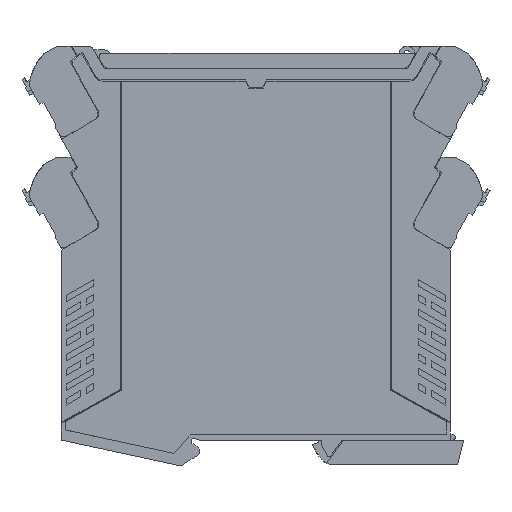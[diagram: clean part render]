
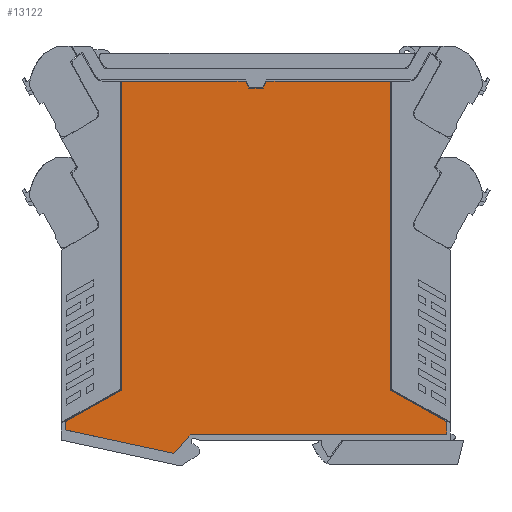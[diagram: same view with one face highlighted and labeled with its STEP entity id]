
A CAD part, left-side view. The second image highlights one B-rep face of the part: STEP entity #13122.
In plain terms, the highlighted planar face has unit normal (-1, 0, 0).
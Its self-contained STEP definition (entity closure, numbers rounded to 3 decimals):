
#13100=AXIS2_PLACEMENT_3D('Plane Axis2P3D',#13097,#13098,#13099) ;
#11240=CARTESIAN_POINT('Vertex',(0.,11.73,12.04)) ;
#11243=CARTESIAN_POINT('Line Origine',(0.,11.73,10.332)) ;
#11247=CARTESIAN_POINT('Vertex',(0.,11.73,8.624)) ;
#11263=CARTESIAN_POINT('Line Origine',(0.,63.598,8.624)) ;
#11267=CARTESIAN_POINT('Vertex',(0.,81.289,8.624)) ;
#11283=CARTESIAN_POINT('Line Origine',(0.,83.805,5.745)) ;
#11287=CARTESIAN_POINT('Vertex',(0.,85.842,3.413)) ;
#11289=CARTESIAN_POINT('Vertex',(0.,81.767,8.077)) ;
#11297=CARTESIAN_POINT('Line Origine',(0.,81.526,8.353)) ;
#11301=CARTESIAN_POINT('Vertex',(0.,81.762,8.082)) ;
#11304=CARTESIAN_POINT('Line Origine',(0.,81.765,8.079)) ;
#11321=CARTESIAN_POINT('Line Origine',(0.,100.618,6.592)) ;
#11325=CARTESIAN_POINT('Vertex',(0.,115.395,9.771)) ;
#11345=CARTESIAN_POINT('Line Origine',(0.,115.395,10.906)) ;
#11349=CARTESIAN_POINT('Vertex',(0.,115.395,12.04)) ;
#11365=CARTESIAN_POINT('Line Origine',(0.,107.778,16.305)) ;
#11369=CARTESIAN_POINT('Vertex',(0.,100.162,20.571)) ;
#11385=CARTESIAN_POINT('Line Origine',(0.,100.162,62.547)) ;
#11389=CARTESIAN_POINT('Vertex',(0.,100.162,104.524)) ;
#11405=CARTESIAN_POINT('Line Origine',(0.,68.143,104.524)) ;
#11409=CARTESIAN_POINT('Vertex',(0.,66.393,104.524)) ;
#11411=CARTESIAN_POINT('Vertex',(0.,69.893,104.524)) ;
#11419=CARTESIAN_POINT('Line Origine',(0.,85.028,104.524)) ;
#11438=CARTESIAN_POINT('Line Origine',(0.,65.95,103.574)) ;
#11442=CARTESIAN_POINT('Vertex',(0.,65.507,102.624)) ;
#11462=CARTESIAN_POINT('Vertex',(0.,61.618,102.624)) ;
#11465=CARTESIAN_POINT('Line Origine',(0.,63.562,102.624)) ;
#11483=CARTESIAN_POINT('Line Origine',(0.,61.175,103.574)) ;
#11487=CARTESIAN_POINT('Vertex',(0.,60.732,104.524)) ;
#11503=CARTESIAN_POINT('Line Origine',(0.,42.097,104.524)) ;
#11507=CARTESIAN_POINT('Vertex',(0.,26.962,104.524)) ;
#11509=CARTESIAN_POINT('Vertex',(0.,57.232,104.524)) ;
#11517=CARTESIAN_POINT('Line Origine',(0.,58.982,104.524)) ;
#11531=CARTESIAN_POINT('Line Origine',(0.,26.962,62.547)) ;
#11535=CARTESIAN_POINT('Vertex',(0.,26.962,20.571)) ;
#11551=CARTESIAN_POINT('Line Origine',(0.,19.346,16.305)) ;
#13097=CARTESIAN_POINT('Axis2P3D Location',(0.,63.562,7.024)) ;
#11244=DIRECTION('Vector Direction',(0.,0.,1.)) ;
#11264=DIRECTION('Vector Direction',(0.,1.,0.)) ;
#11284=DIRECTION('Vector Direction',(0.,-0.658,0.753)) ;
#11298=DIRECTION('Vector Direction',(0.,-0.658,0.753)) ;
#11305=DIRECTION('Vector Direction',(0.,-0.658,0.753)) ;
#11322=DIRECTION('Vector Direction',(0.,-0.978,-0.21)) ;
#11346=DIRECTION('Vector Direction',(0.,0.,-1.)) ;
#11366=DIRECTION('Vector Direction',(0.,0.872,-0.489)) ;
#11386=DIRECTION('Vector Direction',(0.,0.,-1.)) ;
#11406=DIRECTION('Vector Direction',(0.,1.,0.)) ;
#11420=DIRECTION('Vector Direction',(0.,1.,0.)) ;
#11439=DIRECTION('Vector Direction',(0.,0.423,0.906)) ;
#11466=DIRECTION('Vector Direction',(0.,1.,0.)) ;
#11484=DIRECTION('Vector Direction',(0.,-0.423,0.906)) ;
#11504=DIRECTION('Vector Direction',(0.,1.,0.)) ;
#11518=DIRECTION('Vector Direction',(0.,1.,0.)) ;
#11532=DIRECTION('Vector Direction',(0.,0.,1.)) ;
#11552=DIRECTION('Vector Direction',(0.,0.872,0.489)) ;
#13098=DIRECTION('Axis2P3D Direction',(-1.,0.,0.)) ;
#13099=DIRECTION('Axis2P3D XDirection',(0.,1.,0.)) ;
#11245=VECTOR('Line Direction',#11244,1.) ;
#11265=VECTOR('Line Direction',#11264,1.) ;
#11285=VECTOR('Line Direction',#11284,1.) ;
#11299=VECTOR('Line Direction',#11298,1.) ;
#11306=VECTOR('Line Direction',#11305,1.) ;
#11323=VECTOR('Line Direction',#11322,1.) ;
#11347=VECTOR('Line Direction',#11346,1.) ;
#11367=VECTOR('Line Direction',#11366,1.) ;
#11387=VECTOR('Line Direction',#11386,1.) ;
#11407=VECTOR('Line Direction',#11406,1.) ;
#11421=VECTOR('Line Direction',#11420,1.) ;
#11440=VECTOR('Line Direction',#11439,1.) ;
#11467=VECTOR('Line Direction',#11466,1.) ;
#11485=VECTOR('Line Direction',#11484,1.) ;
#11505=VECTOR('Line Direction',#11504,1.) ;
#11519=VECTOR('Line Direction',#11518,1.) ;
#11533=VECTOR('Line Direction',#11532,1.) ;
#11553=VECTOR('Line Direction',#11552,1.) ;
#13103=ORIENTED_EDGE('',*,*,#11469,.T.) ;
#13104=ORIENTED_EDGE('',*,*,#11444,.T.) ;
#13105=ORIENTED_EDGE('',*,*,#11413,.T.) ;
#13106=ORIENTED_EDGE('',*,*,#11423,.T.) ;
#13107=ORIENTED_EDGE('',*,*,#11391,.T.) ;
#13108=ORIENTED_EDGE('',*,*,#11371,.T.) ;
#13109=ORIENTED_EDGE('',*,*,#11351,.T.) ;
#13110=ORIENTED_EDGE('',*,*,#11327,.T.) ;
#13111=ORIENTED_EDGE('',*,*,#11291,.T.) ;
#13112=ORIENTED_EDGE('',*,*,#11308,.T.) ;
#13113=ORIENTED_EDGE('',*,*,#11303,.T.) ;
#13114=ORIENTED_EDGE('',*,*,#11269,.T.) ;
#13115=ORIENTED_EDGE('',*,*,#11249,.T.) ;
#13116=ORIENTED_EDGE('',*,*,#11555,.T.) ;
#13117=ORIENTED_EDGE('',*,*,#11537,.T.) ;
#13118=ORIENTED_EDGE('',*,*,#11511,.T.) ;
#13119=ORIENTED_EDGE('',*,*,#11521,.T.) ;
#13120=ORIENTED_EDGE('',*,*,#11489,.T.) ;
#13122=ADVANCED_FACE('GEHAEUSE',(#13121),#13101,.T.) ;
#11249=EDGE_CURVE('',#11248,#11241,#11246,.T.) ;
#11269=EDGE_CURVE('',#11268,#11248,#11266,.F.) ;
#11291=EDGE_CURVE('',#11288,#11290,#11286,.T.) ;
#11303=EDGE_CURVE('',#11302,#11268,#11300,.T.) ;
#11308=EDGE_CURVE('',#11290,#11302,#11307,.T.) ;
#11327=EDGE_CURVE('',#11326,#11288,#11324,.T.) ;
#11351=EDGE_CURVE('',#11350,#11326,#11348,.T.) ;
#11371=EDGE_CURVE('',#11370,#11350,#11368,.T.) ;
#11391=EDGE_CURVE('',#11390,#11370,#11388,.T.) ;
#11413=EDGE_CURVE('',#11410,#11412,#11408,.T.) ;
#11423=EDGE_CURVE('',#11412,#11390,#11422,.T.) ;
#11444=EDGE_CURVE('',#11443,#11410,#11441,.T.) ;
#11469=EDGE_CURVE('',#11463,#11443,#11468,.T.) ;
#11489=EDGE_CURVE('',#11488,#11463,#11486,.F.) ;
#11511=EDGE_CURVE('',#11508,#11510,#11506,.T.) ;
#11521=EDGE_CURVE('',#11510,#11488,#11520,.T.) ;
#11537=EDGE_CURVE('',#11536,#11508,#11534,.T.) ;
#11555=EDGE_CURVE('',#11241,#11536,#11554,.T.) ;
#13102=EDGE_LOOP('',(#13103,#13104,#13105,#13106,#13107,#13108,#13109,#13110,#13111,#13112,#13113,#13114,#13115,#13116,#13117,#13118,#13119,#13120)) ;
#13121=FACE_OUTER_BOUND('',#13102,.T.) ;
#11246=LINE('Line',#11243,#11245) ;
#11266=LINE('Line',#11263,#11265) ;
#11286=LINE('Line',#11283,#11285) ;
#11300=LINE('Line',#11297,#11299) ;
#11307=LINE('Line',#11304,#11306) ;
#11324=LINE('Line',#11321,#11323) ;
#11348=LINE('Line',#11345,#11347) ;
#11368=LINE('Line',#11365,#11367) ;
#11388=LINE('Line',#11385,#11387) ;
#11408=LINE('Line',#11405,#11407) ;
#11422=LINE('Line',#11419,#11421) ;
#11441=LINE('Line',#11438,#11440) ;
#11468=LINE('Line',#11465,#11467) ;
#11486=LINE('Line',#11483,#11485) ;
#11506=LINE('Line',#11503,#11505) ;
#11520=LINE('Line',#11517,#11519) ;
#11534=LINE('Line',#11531,#11533) ;
#11554=LINE('Line',#11551,#11553) ;
#13101=PLANE('',#13100) ;
#11241=VERTEX_POINT('',#11240) ;
#11248=VERTEX_POINT('',#11247) ;
#11268=VERTEX_POINT('',#11267) ;
#11288=VERTEX_POINT('',#11287) ;
#11290=VERTEX_POINT('',#11289) ;
#11302=VERTEX_POINT('',#11301) ;
#11326=VERTEX_POINT('',#11325) ;
#11350=VERTEX_POINT('',#11349) ;
#11370=VERTEX_POINT('',#11369) ;
#11390=VERTEX_POINT('',#11389) ;
#11410=VERTEX_POINT('',#11409) ;
#11412=VERTEX_POINT('',#11411) ;
#11443=VERTEX_POINT('',#11442) ;
#11463=VERTEX_POINT('',#11462) ;
#11488=VERTEX_POINT('',#11487) ;
#11508=VERTEX_POINT('',#11507) ;
#11510=VERTEX_POINT('',#11509) ;
#11536=VERTEX_POINT('',#11535) ;
